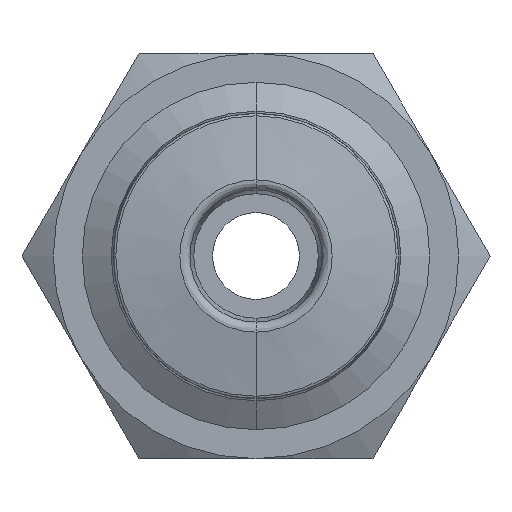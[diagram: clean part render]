
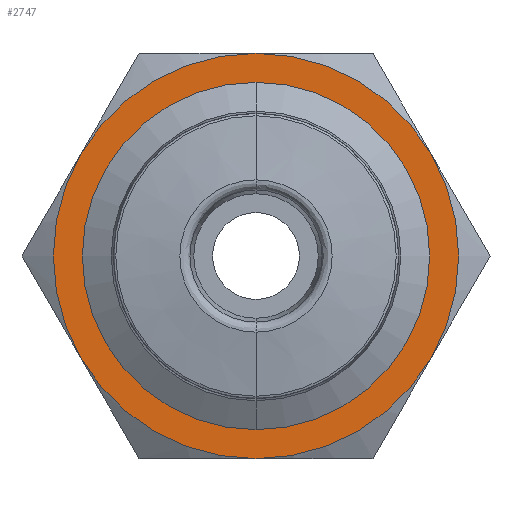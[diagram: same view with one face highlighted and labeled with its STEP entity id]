
A CAD part, front view. The second image highlights one B-rep face of the part: STEP entity #2747.
In plain terms, the highlighted planar face has unit normal (0, -1, 0).
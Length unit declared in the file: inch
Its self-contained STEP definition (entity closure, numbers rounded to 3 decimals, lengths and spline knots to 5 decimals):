
#84 = CARTESIAN_POINT ( 'NONE',  ( 0.23867, -0.23622, -0.1378 ) ) ;
#118 = DIRECTION ( 'NONE',  ( 0., -1., 0. ) ) ;
#125 = DIRECTION ( 'NONE',  ( 0., -1., 0. ) ) ;
#163 = AXIS2_PLACEMENT_3D ( 'NONE', #3322, #1201, #3651 ) ;
#314 = CARTESIAN_POINT ( 'NONE',  ( 0., -0.23622, 0. ) ) ;
#434 = CIRCLE ( 'NONE', #2972, 0.27559 ) ;
#480 = ORIENTED_EDGE ( 'NONE', *, *, #1509, .T. ) ;
#576 = CIRCLE ( 'NONE', #4330, 0.27559 ) ;
#665 = DIRECTION ( 'NONE',  ( 0., 0., 1. ) ) ;
#765 = DIRECTION ( 'NONE',  ( 0., -1., 0. ) ) ;
#851 = EDGE_CURVE ( 'NONE', #1687, #2250, #1075, .T. ) ;
#881 = CIRCLE ( 'NONE', #2203, 0.27559 ) ;
#1075 = CIRCLE ( 'NONE', #4364, 0.23622 ) ;
#1143 = CIRCLE ( 'NONE', #1430, 0.27559 ) ;
#1201 = DIRECTION ( 'NONE',  ( 0., -1., 0. ) ) ;
#1339 = EDGE_CURVE ( 'NONE', #4120, #4070, #1143, .T. ) ;
#1396 = CARTESIAN_POINT ( 'NONE',  ( 0., -0.23622, -0.27559 ) ) ;
#1430 = AXIS2_PLACEMENT_3D ( 'NONE', #2904, #765, #3244 ) ;
#1509 = EDGE_CURVE ( 'NONE', #2731, #3628, #2402, .T. ) ;
#1599 = DIRECTION ( 'NONE',  ( 0., 0., 1. ) ) ;
#1629 = CARTESIAN_POINT ( 'NONE',  ( 0., -0.23622, 0. ) ) ;
#1630 = ORIENTED_EDGE ( 'NONE', *, *, #3594, .F. ) ;
#1646 = CARTESIAN_POINT ( 'NONE',  ( 0., -0.23622, 0.27559 ) ) ;
#1687 = VERTEX_POINT ( 'NONE', #2877 ) ;
#1774 = CARTESIAN_POINT ( 'NONE',  ( 0., -0.23622, 0. ) ) ;
#1803 = DIRECTION ( 'NONE',  ( 0., -1., 0. ) ) ;
#1806 = EDGE_LOOP ( 'NONE', ( #1630, #3278 ) ) ;
#1822 = CARTESIAN_POINT ( 'NONE',  ( 0., -0.23622, 0. ) ) ;
#1905 = CARTESIAN_POINT ( 'NONE',  ( 0., -0.23622, 0. ) ) ;
#1989 = DIRECTION ( 'NONE',  ( 0., 0., 1. ) ) ;
#2143 = DIRECTION ( 'NONE',  ( 0., 0., 1. ) ) ;
#2158 = EDGE_CURVE ( 'NONE', #2888, #3026, #881, .T. ) ;
#2203 = AXIS2_PLACEMENT_3D ( 'NONE', #314, #2822, #665 ) ;
#2250 = VERTEX_POINT ( 'NONE', #3860 ) ;
#2270 = DIRECTION ( 'NONE',  ( 0., 0., 1. ) ) ;
#2301 = CARTESIAN_POINT ( 'NONE',  ( -0.25591, -0.23622, 0. ) ) ;
#2312 = CARTESIAN_POINT ( 'NONE',  ( 0., -0.23622, 0. ) ) ;
#2338 = AXIS2_PLACEMENT_3D ( 'NONE', #2301, #118, #2652 ) ;
#2402 = CIRCLE ( 'NONE', #2639, 0.27559 ) ;
#2639 = AXIS2_PLACEMENT_3D ( 'NONE', #1905, #4313, #2270 ) ;
#2652 = DIRECTION ( 'NONE',  ( 0., 0., -1. ) ) ;
#2664 = DIRECTION ( 'NONE',  ( 0., 0., 1. ) ) ;
#2717 = FACE_OUTER_BOUND ( 'NONE', #3899, .T. ) ;
#2731 = VERTEX_POINT ( 'NONE', #84 ) ;
#2747 = ADVANCED_FACE ( 'NONE', ( #3612, #2717 ), #2958, .T. ) ;
#2822 = DIRECTION ( 'NONE',  ( 0., -1., 0. ) ) ;
#2847 = ORIENTED_EDGE ( 'NONE', *, *, #3729, .T. ) ;
#2877 = CARTESIAN_POINT ( 'NONE',  ( 0., -0.23622, -0.23622 ) ) ;
#2888 = VERTEX_POINT ( 'NONE', #1646 ) ;
#2904 = CARTESIAN_POINT ( 'NONE',  ( 0., -0.23622, 0. ) ) ;
#2958 = PLANE ( 'NONE',  #2338 ) ;
#2972 = AXIS2_PLACEMENT_3D ( 'NONE', #2312, #125, #2664 ) ;
#3026 = VERTEX_POINT ( 'NONE', #4172 ) ;
#3154 = CIRCLE ( 'NONE', #3879, 0.23622 ) ;
#3158 = ORIENTED_EDGE ( 'NONE', *, *, #4060, .T. ) ;
#3244 = DIRECTION ( 'NONE',  ( 0., 0., 1. ) ) ;
#3278 = ORIENTED_EDGE ( 'NONE', *, *, #851, .F. ) ;
#3322 = CARTESIAN_POINT ( 'NONE',  ( 0., -0.23622, 0. ) ) ;
#3462 = EDGE_CURVE ( 'NONE', #4070, #2731, #434, .T. ) ;
#3594 = EDGE_CURVE ( 'NONE', #2250, #1687, #3154, .T. ) ;
#3612 = FACE_BOUND ( 'NONE', #1806, .T. ) ;
#3628 = VERTEX_POINT ( 'NONE', #4258 ) ;
#3642 = ORIENTED_EDGE ( 'NONE', *, *, #2158, .T. ) ;
#3651 = DIRECTION ( 'NONE',  ( 0., 0., 1. ) ) ;
#3729 = EDGE_CURVE ( 'NONE', #3026, #4120, #4385, .T. ) ;
#3860 = CARTESIAN_POINT ( 'NONE',  ( 0., -0.23622, 0.23622 ) ) ;
#3879 = AXIS2_PLACEMENT_3D ( 'NONE', #1629, #4041, #1989 ) ;
#3882 = CARTESIAN_POINT ( 'NONE',  ( -0.23867, -0.23622, -0.1378 ) ) ;
#3899 = EDGE_LOOP ( 'NONE', ( #3158, #3642, #2847, #3912, #4349, #480 ) ) ;
#3912 = ORIENTED_EDGE ( 'NONE', *, *, #1339, .T. ) ;
#4041 = DIRECTION ( 'NONE',  ( 0., -1., 0. ) ) ;
#4060 = EDGE_CURVE ( 'NONE', #3628, #2888, #576, .T. ) ;
#4070 = VERTEX_POINT ( 'NONE', #1396 ) ;
#4120 = VERTEX_POINT ( 'NONE', #3882 ) ;
#4172 = CARTESIAN_POINT ( 'NONE',  ( -0.23867, -0.23622, 0.1378 ) ) ;
#4194 = DIRECTION ( 'NONE',  ( 0., -1., 0. ) ) ;
#4258 = CARTESIAN_POINT ( 'NONE',  ( 0.23867, -0.23622, 0.1378 ) ) ;
#4313 = DIRECTION ( 'NONE',  ( 0., -1., 0. ) ) ;
#4330 = AXIS2_PLACEMENT_3D ( 'NONE', #1774, #4194, #2143 ) ;
#4349 = ORIENTED_EDGE ( 'NONE', *, *, #3462, .T. ) ;
#4364 = AXIS2_PLACEMENT_3D ( 'NONE', #1822, #1803, #1599 ) ;
#4385 = CIRCLE ( 'NONE', #163, 0.27559 ) ;
